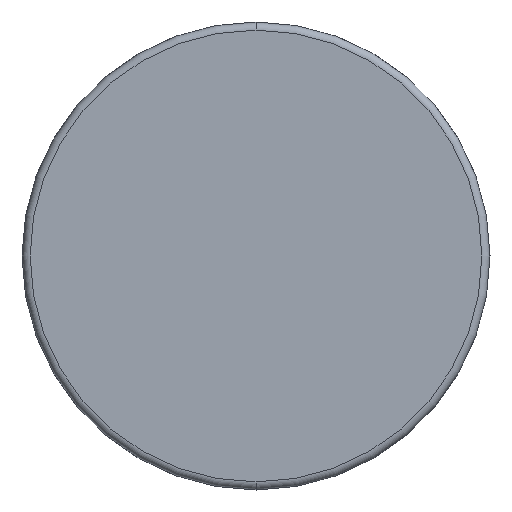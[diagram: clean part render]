
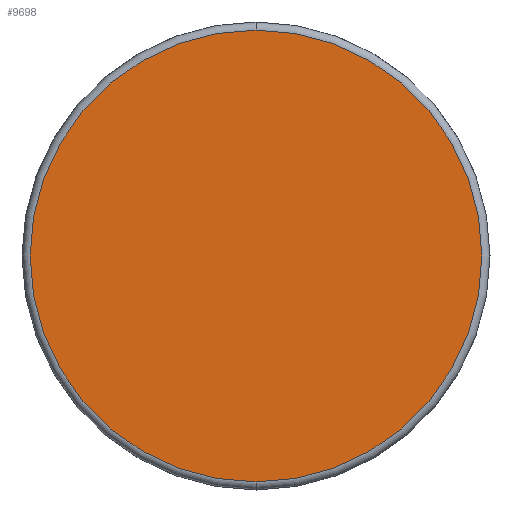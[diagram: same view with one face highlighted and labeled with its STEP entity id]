
A CAD part, front view. The second image highlights one B-rep face of the part: STEP entity #9698.
In plain terms, the highlighted planar face has unit normal (0, -1, 0).
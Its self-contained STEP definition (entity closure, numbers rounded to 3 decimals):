
#946 = DIRECTION ( 'NONE',  ( 0., 1., 0. ) ) ;
#1207 = CIRCLE ( 'NONE', #16477, 14.504 ) ;
#1759 = AXIS2_PLACEMENT_3D ( 'NONE', #2326, #946, #5167 ) ;
#2326 = CARTESIAN_POINT ( 'NONE',  ( 0., 0., 0. ) ) ;
#2651 = EDGE_LOOP ( 'NONE', ( #10936, #17177 ) ) ;
#3890 = PLANE ( 'NONE',  #1759 ) ;
#3966 = CARTESIAN_POINT ( 'NONE',  ( 0., 0., 14.504 ) ) ;
#5122 = EDGE_CURVE ( 'NONE', #13035, #15858, #15796, .T. ) ;
#5167 = DIRECTION ( 'NONE',  ( 0., 0., 1. ) ) ;
#5635 = CARTESIAN_POINT ( 'NONE',  ( 0., 0., 0. ) ) ;
#7110 = DIRECTION ( 'NONE',  ( 0., 0., 1. ) ) ;
#9698 = ADVANCED_FACE ( 'NONE', ( #10960 ), #3890, .F. ) ;
#9923 = AXIS2_PLACEMENT_3D ( 'NONE', #17913, #12478, #12569 ) ;
#10936 = ORIENTED_EDGE ( 'NONE', *, *, #5122, .T. ) ;
#10960 = FACE_OUTER_BOUND ( 'NONE', #2651, .T. ) ;
#11240 = DIRECTION ( 'NONE',  ( 0., -1., 0. ) ) ;
#12478 = DIRECTION ( 'NONE',  ( 0., -1., 0. ) ) ;
#12569 = DIRECTION ( 'NONE',  ( 0., 0., 1. ) ) ;
#13035 = VERTEX_POINT ( 'NONE', #3966 ) ;
#13703 = EDGE_CURVE ( 'NONE', #15858, #13035, #1207, .T. ) ;
#15796 = CIRCLE ( 'NONE', #9923, 14.504 ) ;
#15858 = VERTEX_POINT ( 'NONE', #16417 ) ;
#16417 = CARTESIAN_POINT ( 'NONE',  ( 0., 0., -14.504 ) ) ;
#16477 = AXIS2_PLACEMENT_3D ( 'NONE', #5635, #11240, #7110 ) ;
#17177 = ORIENTED_EDGE ( 'NONE', *, *, #13703, .T. ) ;
#17913 = CARTESIAN_POINT ( 'NONE',  ( 0., 0., 0. ) ) ;
